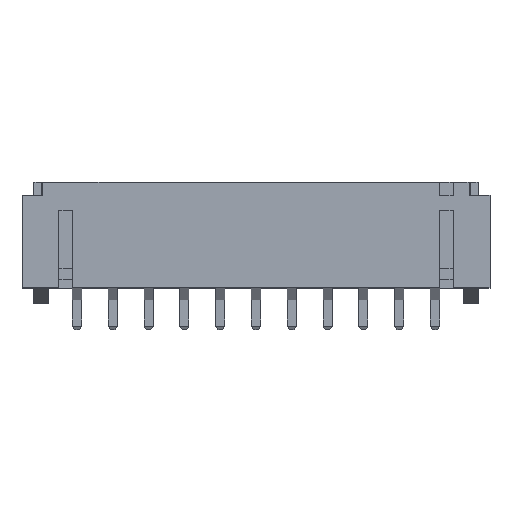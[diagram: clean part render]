
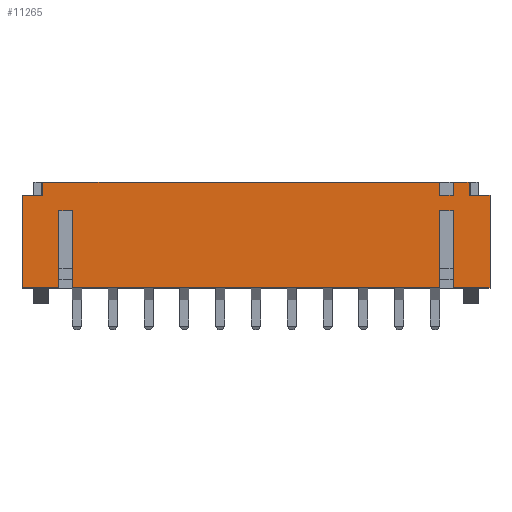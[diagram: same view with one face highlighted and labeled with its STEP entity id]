
A CAD part, top view. The second image highlights one B-rep face of the part: STEP entity #11265.
In plain terms, the highlighted planar face has unit normal (0, 0, 1).
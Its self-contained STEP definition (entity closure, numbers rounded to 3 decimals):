
#358=ORIENTED_EDGE('',*,*,#2689,.F.);
#359=ORIENTED_EDGE('',*,*,#2690,.T.);
#360=ORIENTED_EDGE('',*,*,#2691,.T.);
#361=ORIENTED_EDGE('',*,*,#2692,.T.);
#362=ORIENTED_EDGE('',*,*,#2693,.F.);
#363=ORIENTED_EDGE('',*,*,#2694,.F.);
#364=ORIENTED_EDGE('',*,*,#2695,.T.);
#365=ORIENTED_EDGE('',*,*,#2696,.T.);
#366=ORIENTED_EDGE('',*,*,#2697,.T.);
#367=ORIENTED_EDGE('',*,*,#2698,.T.);
#368=ORIENTED_EDGE('',*,*,#2699,.T.);
#369=ORIENTED_EDGE('',*,*,#2700,.T.);
#370=ORIENTED_EDGE('',*,*,#2701,.T.);
#371=ORIENTED_EDGE('',*,*,#2702,.T.);
#372=ORIENTED_EDGE('',*,*,#2703,.T.);
#373=ORIENTED_EDGE('',*,*,#2704,.T.);
#374=ORIENTED_EDGE('',*,*,#2705,.T.);
#375=ORIENTED_EDGE('',*,*,#2706,.T.);
#376=ORIENTED_EDGE('',*,*,#2707,.F.);
#377=ORIENTED_EDGE('',*,*,#2708,.T.);
#2689=EDGE_CURVE('',#3854,#3855,#4603,.T.);
#2690=EDGE_CURVE('',#3854,#3856,#4604,.T.);
#2691=EDGE_CURVE('',#3856,#3857,#4605,.T.);
#2692=EDGE_CURVE('',#3857,#3858,#4606,.T.);
#2693=EDGE_CURVE('',#3859,#3858,#4607,.T.);
#2694=EDGE_CURVE('',#3860,#3859,#4608,.T.);
#2695=EDGE_CURVE('',#3860,#3861,#4609,.T.);
#2696=EDGE_CURVE('',#3861,#3862,#4610,.T.);
#2697=EDGE_CURVE('',#3862,#3863,#4611,.T.);
#2698=EDGE_CURVE('',#3863,#3864,#4612,.T.);
#2699=EDGE_CURVE('',#3864,#3865,#4613,.T.);
#2700=EDGE_CURVE('',#3865,#3866,#4614,.T.);
#2701=EDGE_CURVE('',#3866,#3867,#4615,.T.);
#2702=EDGE_CURVE('',#3867,#3868,#4616,.T.);
#2703=EDGE_CURVE('',#3868,#3869,#4617,.T.);
#2704=EDGE_CURVE('',#3869,#3870,#4618,.T.);
#2705=EDGE_CURVE('',#3870,#3871,#4619,.T.);
#2706=EDGE_CURVE('',#3871,#3872,#4620,.T.);
#2707=EDGE_CURVE('',#3873,#3872,#4621,.T.);
#2708=EDGE_CURVE('',#3873,#3855,#4622,.T.);
#3854=VERTEX_POINT('',#14024);
#3855=VERTEX_POINT('',#14025);
#3856=VERTEX_POINT('',#14027);
#3857=VERTEX_POINT('',#14029);
#3858=VERTEX_POINT('',#14031);
#3859=VERTEX_POINT('',#14033);
#3860=VERTEX_POINT('',#14035);
#3861=VERTEX_POINT('',#14037);
#3862=VERTEX_POINT('',#14039);
#3863=VERTEX_POINT('',#14041);
#3864=VERTEX_POINT('',#14043);
#3865=VERTEX_POINT('',#14045);
#3866=VERTEX_POINT('',#14047);
#3867=VERTEX_POINT('',#14049);
#3868=VERTEX_POINT('',#14051);
#3869=VERTEX_POINT('',#14053);
#3870=VERTEX_POINT('',#14055);
#3871=VERTEX_POINT('',#14057);
#3872=VERTEX_POINT('',#14059);
#3873=VERTEX_POINT('',#14061);
#4603=LINE('',#14023,#5503);
#4604=LINE('',#14026,#5504);
#4605=LINE('',#14028,#5505);
#4606=LINE('',#14030,#5506);
#4607=LINE('',#14032,#5507);
#4608=LINE('',#14034,#5508);
#4609=LINE('',#14036,#5509);
#4610=LINE('',#14038,#5510);
#4611=LINE('',#14040,#5511);
#4612=LINE('',#14042,#5512);
#4613=LINE('',#14044,#5513);
#4614=LINE('',#14046,#5514);
#4615=LINE('',#14048,#5515);
#4616=LINE('',#14050,#5516);
#4617=LINE('',#14052,#5517);
#4618=LINE('',#14054,#5518);
#4619=LINE('',#14056,#5519);
#4620=LINE('',#14058,#5520);
#4621=LINE('',#14060,#5521);
#4622=LINE('',#14062,#5522);
#5503=VECTOR('',#12231,1000.);
#5504=VECTOR('',#12232,1000.);
#5505=VECTOR('',#12233,1000.);
#5506=VECTOR('',#12234,1000.);
#5507=VECTOR('',#12235,1000.);
#5508=VECTOR('',#12236,1000.);
#5509=VECTOR('',#12237,1000.);
#5510=VECTOR('',#12238,1000.);
#5511=VECTOR('',#12239,1000.);
#5512=VECTOR('',#12240,1000.);
#5513=VECTOR('',#12241,1000.);
#5514=VECTOR('',#12242,1000.);
#5515=VECTOR('',#12243,1000.);
#5516=VECTOR('',#12244,1000.);
#5517=VECTOR('',#12245,1000.);
#5518=VECTOR('',#12246,1000.);
#5519=VECTOR('',#12247,1000.);
#5520=VECTOR('',#12248,1000.);
#5521=VECTOR('',#12249,1000.);
#5522=VECTOR('',#12250,1000.);
#6396=EDGE_LOOP('',(#358,#359,#360,#361,#362,#363,#364,#365,#366,#367,#368,
#369,#370,#371,#372,#373,#374,#375,#376,#377));
#6918=FACE_BOUND('',#6396,.T.);
#7440=PLANE('',#11773);
#11265=ADVANCED_FACE('',(#6918),#7440,.T.);
#11773=AXIS2_PLACEMENT_3D('',#14022,#12229,#12230);
#12229=DIRECTION('',(0.,0.,1.));
#12230=DIRECTION('',(1.,0.,0.));
#12231=DIRECTION('',(1.,0.,0.));
#12232=DIRECTION('',(0.,-1.,0.));
#12233=DIRECTION('',(-1.,0.,0.));
#12234=DIRECTION('',(0.,1.,0.));
#12235=DIRECTION('',(1.,0.,0.));
#12236=DIRECTION('',(0.,1.,0.));
#12237=DIRECTION('',(-1.,0.,0.));
#12238=DIRECTION('',(0.,-1.,0.));
#12239=DIRECTION('',(1.,0.,0.));
#12240=DIRECTION('',(0.,1.,0.));
#12241=DIRECTION('',(1.,0.,0.));
#12242=DIRECTION('',(0.,-1.,0.));
#12243=DIRECTION('',(1.,0.,0.));
#12244=DIRECTION('',(0.,1.,0.));
#12245=DIRECTION('',(1.,0.,0.));
#12246=DIRECTION('',(0.,-1.,0.));
#12247=DIRECTION('',(1.,0.,0.));
#12248=DIRECTION('',(0.,1.,0.));
#12249=DIRECTION('',(1.,0.,0.));
#12250=DIRECTION('',(0.,1.,0.));
#14022=CARTESIAN_POINT('',(-11.905,2.337,5.385));
#14023=CARTESIAN_POINT('',(-11.905,8.255,5.385));
#14024=CARTESIAN_POINT('',(11.016,8.255,5.385));
#14025=CARTESIAN_POINT('',(11.905,8.255,5.385));
#14026=CARTESIAN_POINT('',(11.016,8.255,5.385));
#14027=CARTESIAN_POINT('',(11.016,7.521,5.385));
#14028=CARTESIAN_POINT('',(11.016,7.521,5.385));
#14029=CARTESIAN_POINT('',(10.254,7.521,5.385));
#14030=CARTESIAN_POINT('',(10.254,7.521,5.385));
#14031=CARTESIAN_POINT('',(10.254,8.255,5.385));
#14032=CARTESIAN_POINT('',(-11.905,8.255,5.385));
#14033=CARTESIAN_POINT('',(-11.905,8.255,5.385));
#14034=CARTESIAN_POINT('',(-11.905,2.337,5.385));
#14035=CARTESIAN_POINT('',(-11.905,7.521,5.385));
#14036=CARTESIAN_POINT('',(-11.6,7.521,5.385));
#14037=CARTESIAN_POINT('',(-13.073,7.521,5.385));
#14038=CARTESIAN_POINT('',(-13.073,7.521,5.385));
#14039=CARTESIAN_POINT('',(-13.073,2.337,5.385));
#14040=CARTESIAN_POINT('',(-11.905,2.337,5.385));
#14041=CARTESIAN_POINT('',(-11.016,2.337,5.385));
#14042=CARTESIAN_POINT('',(-11.016,2.337,5.385));
#14043=CARTESIAN_POINT('',(-11.016,6.655,5.385));
#14044=CARTESIAN_POINT('',(-11.016,6.655,5.385));
#14045=CARTESIAN_POINT('',(-10.254,6.655,5.385));
#14046=CARTESIAN_POINT('',(-10.254,6.655,5.385));
#14047=CARTESIAN_POINT('',(-10.254,2.337,5.385));
#14048=CARTESIAN_POINT('',(-11.905,2.337,5.385));
#14049=CARTESIAN_POINT('',(10.254,2.337,5.385));
#14050=CARTESIAN_POINT('',(10.254,2.337,5.385));
#14051=CARTESIAN_POINT('',(10.254,6.655,5.385));
#14052=CARTESIAN_POINT('',(10.254,6.655,5.385));
#14053=CARTESIAN_POINT('',(11.016,6.655,5.385));
#14054=CARTESIAN_POINT('',(11.016,6.655,5.385));
#14055=CARTESIAN_POINT('',(11.016,2.337,5.385));
#14056=CARTESIAN_POINT('',(-11.905,2.337,5.385));
#14057=CARTESIAN_POINT('',(13.073,2.337,5.385));
#14058=CARTESIAN_POINT('',(13.073,2.337,5.385));
#14059=CARTESIAN_POINT('',(13.073,7.521,5.385));
#14060=CARTESIAN_POINT('',(11.6,7.521,5.385));
#14061=CARTESIAN_POINT('',(11.905,7.521,5.385));
#14062=CARTESIAN_POINT('',(11.905,2.337,5.385));
